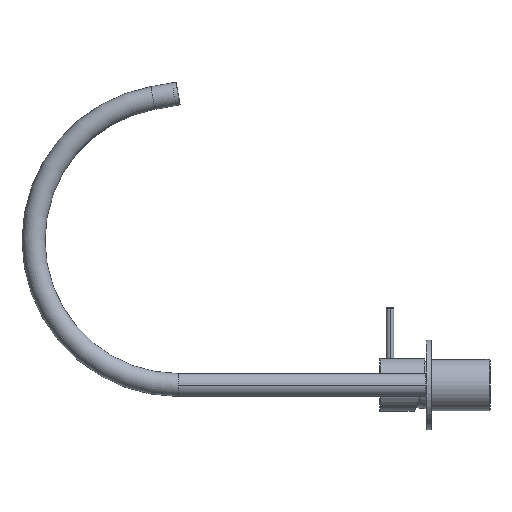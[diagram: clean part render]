
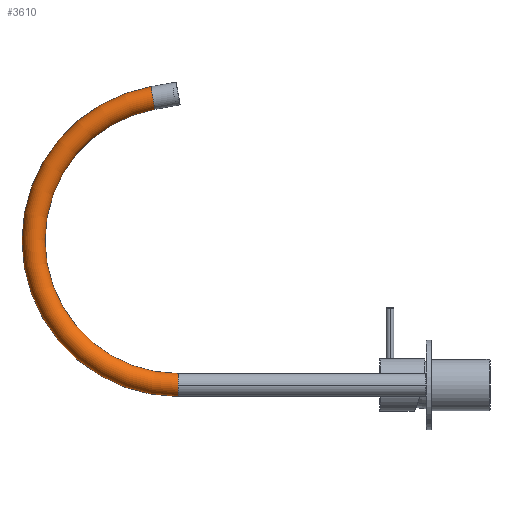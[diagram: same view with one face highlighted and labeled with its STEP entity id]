
A CAD part, left-side view. The second image highlights one B-rep face of the part: STEP entity #3610.
In plain terms, the highlighted toroidal (fillet/blend) face has major radius 113.173 mm and minor radius 9 mm.
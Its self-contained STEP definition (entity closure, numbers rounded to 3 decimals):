
#35 = VERTEX_POINT ( 'NONE', #7349 ) ;
#146 = CIRCLE ( 'NONE', #486, 122.173 ) ;
#299 = DIRECTION ( 'NONE',  ( 0., 0., 1. ) ) ;
#368 = EDGE_CURVE ( 'NONE', #3061, #5541, #4149, .T. ) ;
#486 = AXIS2_PLACEMENT_3D ( 'NONE', #9688, #501, #1319 ) ;
#501 = DIRECTION ( 'NONE',  ( 0., 0., 1. ) ) ;
#576 = DIRECTION ( 'NONE',  ( 1., 0., 0. ) ) ;
#769 = DIRECTION ( 'NONE',  ( 0., 0., 1. ) ) ;
#949 = ORIENTED_EDGE ( 'NONE', *, *, #5131, .T. ) ;
#1319 = DIRECTION ( 'NONE',  ( 1., 0., 0. ) ) ;
#1324 = ORIENTED_EDGE ( 'NONE', *, *, #368, .F. ) ;
#1377 = CARTESIAN_POINT ( 'NONE',  ( -9., 194., 0. ) ) ;
#1600 = CARTESIAN_POINT ( 'NONE',  ( -233.482, 215.261, 0. ) ) ;
#2018 = CIRCLE ( 'NONE', #10397, 9. ) ;
#2328 = DIRECTION ( 'NONE',  ( 0., 0., 1. ) ) ;
#2389 = DIRECTION ( 'NONE',  ( 0., 0., 1. ) ) ;
#2441 = CARTESIAN_POINT ( 'NONE',  ( -113.173, 194., 0. ) ) ;
#2879 = CARTESIAN_POINT ( 'NONE',  ( 0., 194., -9. ) ) ;
#3038 = DIRECTION ( 'NONE',  ( 0., 1., 0. ) ) ;
#3061 = VERTEX_POINT ( 'NONE', #1600 ) ;
#3262 = DIRECTION ( 'NONE',  ( 0., 0., 1. ) ) ;
#3352 = ORIENTED_EDGE ( 'NONE', *, *, #8964, .T. ) ;
#3610 = ADVANCED_FACE ( 'NONE', ( #9013 ), #6756, .T. ) ;
#3919 = EDGE_CURVE ( 'NONE', #6976, #7011, #2018, .T. ) ;
#4149 = CIRCLE ( 'NONE', #7808, 9. ) ;
#4301 = EDGE_LOOP ( 'NONE', ( #10008, #949, #10630, #3352, #1324 ) ) ;
#5131 = EDGE_CURVE ( 'NONE', #35, #6976, #10597, .T. ) ;
#5518 = AXIS2_PLACEMENT_3D ( 'NONE', #10528, #3038, #2389 ) ;
#5541 = VERTEX_POINT ( 'NONE', #7648 ) ;
#5696 = EDGE_CURVE ( 'NONE', #35, #3061, #146, .T. ) ;
#6640 = CARTESIAN_POINT ( 'NONE',  ( -113.173, 194., 0. ) ) ;
#6752 = CIRCLE ( 'NONE', #8680, 104.173 ) ;
#6756 = TOROIDAL_SURFACE ( 'NONE', #8152, 113.173, 9. ) ;
#6976 = VERTEX_POINT ( 'NONE', #2879 ) ;
#7011 = VERTEX_POINT ( 'NONE', #1377 ) ;
#7349 = CARTESIAN_POINT ( 'NONE',  ( 9., 194., 0. ) ) ;
#7648 = CARTESIAN_POINT ( 'NONE',  ( -215.757, 212.129, 0. ) ) ;
#7662 = CARTESIAN_POINT ( 'NONE',  ( -224.62, 213.695, 0. ) ) ;
#7685 = DIRECTION ( 'NONE',  ( 0., 1., 0. ) ) ;
#7808 = AXIS2_PLACEMENT_3D ( 'NONE', #7662, #8718, #299 ) ;
#8152 = AXIS2_PLACEMENT_3D ( 'NONE', #2441, #3262, #9887 ) ;
#8255 = CARTESIAN_POINT ( 'NONE',  ( 0., 194., 0. ) ) ;
#8680 = AXIS2_PLACEMENT_3D ( 'NONE', #6640, #2328, #576 ) ;
#8718 = DIRECTION ( 'NONE',  ( -0.174, -0.985, 0. ) ) ;
#8964 = EDGE_CURVE ( 'NONE', #7011, #5541, #6752, .T. ) ;
#9013 = FACE_OUTER_BOUND ( 'NONE', #4301, .T. ) ;
#9688 = CARTESIAN_POINT ( 'NONE',  ( -113.173, 194., 0. ) ) ;
#9887 = DIRECTION ( 'NONE',  ( 1., 0., 0. ) ) ;
#10008 = ORIENTED_EDGE ( 'NONE', *, *, #5696, .F. ) ;
#10397 = AXIS2_PLACEMENT_3D ( 'NONE', #8255, #7685, #769 ) ;
#10528 = CARTESIAN_POINT ( 'NONE',  ( 0., 194., 0. ) ) ;
#10597 = CIRCLE ( 'NONE', #5518, 9. ) ;
#10630 = ORIENTED_EDGE ( 'NONE', *, *, #3919, .T. ) ;
